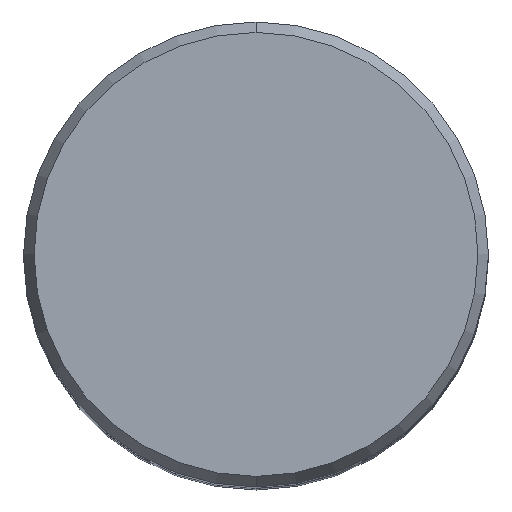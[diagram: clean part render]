
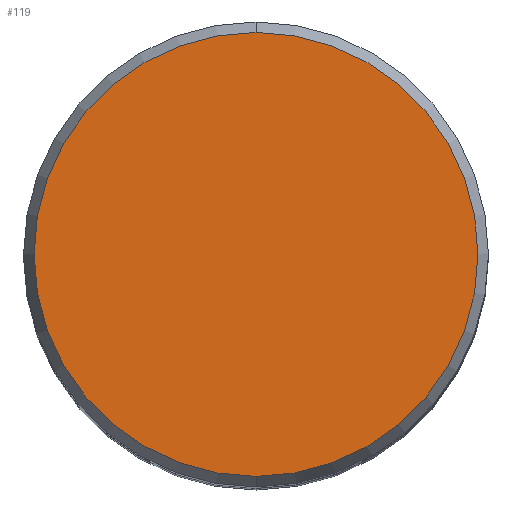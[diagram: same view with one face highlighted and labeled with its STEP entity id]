
A CAD part, top view. The second image highlights one B-rep face of the part: STEP entity #119.
In plain terms, the highlighted planar face has unit normal (0, 0, 1).
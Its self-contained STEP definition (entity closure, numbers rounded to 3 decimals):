
#119=ADVANCED_FACE('',(#306),#307,.T.);
#131=EDGE_CURVE('',#225,#177,#321,.T.);
#177=VERTEX_POINT('',#372);
#215=EDGE_CURVE('',#177,#225,#416,.T.);
#225=VERTEX_POINT('',#427);
#306=FACE_OUTER_BOUND('',#508,.T.);
#307=PLANE('',#509);
#321=CIRCLE('',#526,24.255);
#372=CARTESIAN_POINT('',(0.0,24.255,0.01));
#416=CIRCLE('',#643,24.255);
#427=CARTESIAN_POINT('',(0.,-24.255,0.01));
#508=EDGE_LOOP('',(#751,#752));
#509=AXIS2_PLACEMENT_3D('',#753,#754,#755);
#526=AXIS2_PLACEMENT_3D('',#778,#779,#780);
#643=AXIS2_PLACEMENT_3D('',#888,#889,#890);
#751=ORIENTED_EDGE('',*,*,#215,.F.);
#752=ORIENTED_EDGE('',*,*,#131,.F.);
#753=CARTESIAN_POINT('',(0.0,12.127,0.01));
#754=DIRECTION('',(-0.0,0.0,1.0));
#755=DIRECTION('',(0.0,-1.0,0.0));
#778=CARTESIAN_POINT('',(0.0,0.0,0.01));
#779=DIRECTION('',(0.0,0.0,-1.0));
#780=DIRECTION('',(0.0,1.0,0.0));
#888=CARTESIAN_POINT('',(0.0,0.0,0.01));
#889=DIRECTION('',(0.0,0.0,-1.0));
#890=DIRECTION('',(0.0,1.0,0.0));
